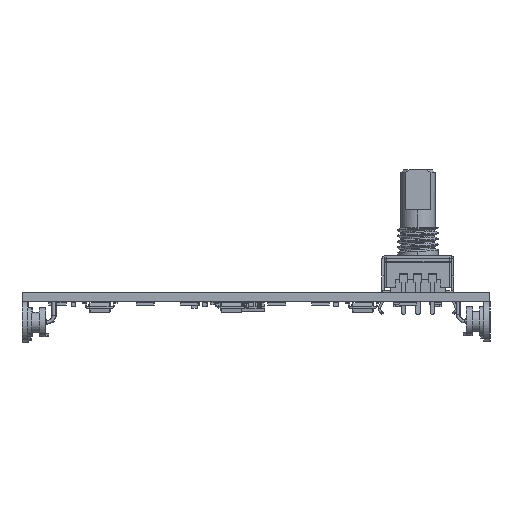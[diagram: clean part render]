
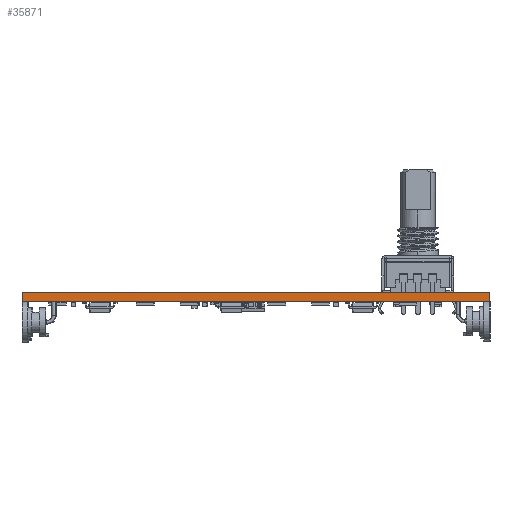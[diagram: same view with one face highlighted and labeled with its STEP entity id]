
A CAD part, front view. The second image highlights one B-rep face of the part: STEP entity #35871.
In plain terms, the highlighted planar face has unit normal (0, -1, 0).
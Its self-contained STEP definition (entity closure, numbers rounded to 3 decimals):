
#35871 = ADVANCED_FACE('',(#35872),#35906,.T.);
#35872 = FACE_BOUND('',#35873,.T.);
#35873 = EDGE_LOOP('',(#35874,#35884,#35892,#35900));
#35874 = ORIENTED_EDGE('',*,*,#35875,.T.);
#35875 = EDGE_CURVE('',#35876,#35878,#35880,.T.);
#35876 = VERTEX_POINT('',#35877);
#35877 = CARTESIAN_POINT('',(171.26,-178.321,0.));
#35878 = VERTEX_POINT('',#35879);
#35879 = CARTESIAN_POINT('',(171.26,-178.321,1.6));
#35880 = LINE('',#35881,#35882);
#35881 = CARTESIAN_POINT('',(171.26,-178.321,0.));
#35882 = VECTOR('',#35883,1.);
#35883 = DIRECTION('',(0.,0.,1.));
#35884 = ORIENTED_EDGE('',*,*,#35885,.T.);
#35885 = EDGE_CURVE('',#35878,#35886,#35888,.T.);
#35886 = VERTEX_POINT('',#35887);
#35887 = CARTESIAN_POINT('',(89.99,-178.321,1.6));
#35888 = LINE('',#35889,#35890);
#35889 = CARTESIAN_POINT('',(171.26,-178.321,1.6));
#35890 = VECTOR('',#35891,1.);
#35891 = DIRECTION('',(-1.,0.,0.));
#35892 = ORIENTED_EDGE('',*,*,#35893,.F.);
#35893 = EDGE_CURVE('',#35894,#35886,#35896,.T.);
#35894 = VERTEX_POINT('',#35895);
#35895 = CARTESIAN_POINT('',(89.99,-178.321,0.));
#35896 = LINE('',#35897,#35898);
#35897 = CARTESIAN_POINT('',(89.99,-178.321,0.));
#35898 = VECTOR('',#35899,1.);
#35899 = DIRECTION('',(0.,0.,1.));
#35900 = ORIENTED_EDGE('',*,*,#35901,.F.);
#35901 = EDGE_CURVE('',#35876,#35894,#35902,.T.);
#35902 = LINE('',#35903,#35904);
#35903 = CARTESIAN_POINT('',(171.26,-178.321,0.));
#35904 = VECTOR('',#35905,1.);
#35905 = DIRECTION('',(-1.,0.,0.));
#35906 = PLANE('',#35907);
#35907 = AXIS2_PLACEMENT_3D('',#35908,#35909,#35910);
#35908 = CARTESIAN_POINT('',(171.26,-178.321,0.));
#35909 = DIRECTION('',(0.,-1.,0.));
#35910 = DIRECTION('',(-1.,0.,0.));
